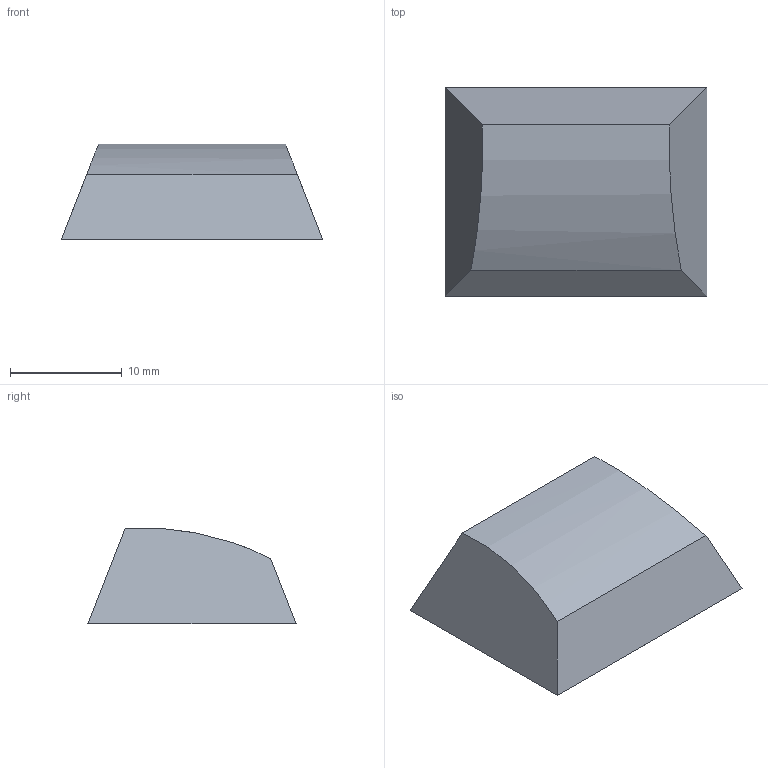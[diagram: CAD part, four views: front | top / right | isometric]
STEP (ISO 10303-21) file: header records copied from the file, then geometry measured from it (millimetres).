
FILE_DESCRIPTION(('FreeCAD Model'),'2;1');
FILE_NAME('Open CASCADE Shape Model','2023-04-27T14:26:23',('Author'),( ''),'Open CASCADE STEP processor 7.5','FreeCAD','Unknown');
FILE_SCHEMA(('AUTOMOTIVE_DESIGN { 1 0 10303 214 1 1 1 1 }'));
Length unit declared in the file: millimetre
Products named in the file (1): union002
Bounding box: 23.38 x 18.6 x 8.54 mm (x, y, z)
Volume: 1301.1 mm3; surface area: 1638.3 mm2
Topology: 2 solids, 2 shells, 87 faces, 226 edges, 148 vertices
Faces by surface type: plane 85, cylinder 1, bspline 1
Full cylindrical faces by diameter (mm): 5.5 x1
Entity records: 5742 total; most frequent: CARTESIAN_POINT 1327, DIRECTION 736, LINE 556, VECTOR 556, ORIENTED_EDGE 452, PCURVE 452, DEFINITIONAL_REPRESENTATION 452, EDGE_CURVE 226
